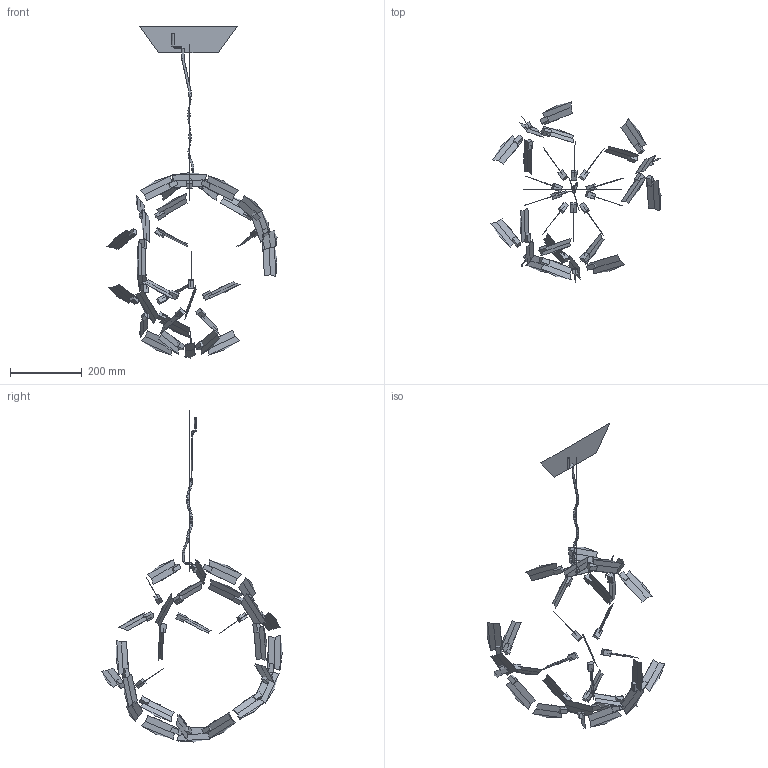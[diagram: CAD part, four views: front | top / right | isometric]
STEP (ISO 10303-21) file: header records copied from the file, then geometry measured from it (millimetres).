
FILE_DESCRIPTION(/* description */ (''),/* implementation_level */ '2;1');
FILE_NAME(/* name */ 'SCOPAS',/* time_stamp */ '2013-10-29T12:54:50+01:00',/* author */ (''),/* organization */ (''),/* preprocessor_version */ 'ST-DEVELOPER v10',/* originating_system */ '',/* authorisation */ '');
FILE_SCHEMA (('AUTOMOTIVE_DESIGN'));
Length unit declared in the file: millimetre
Products named in the file (1): 1
Bounding box: 474.35 x 504.37 x 926.11 mm (x, y, z)
Volume: 3287307.5 mm3; surface area: 1064166 mm2
Topology: 34 solids, 104 shells, 583 faces, 1403 edges, 792 vertices
Faces by surface type: bspline 398, plane 185
Entity records: 20256 total; most frequent: CARTESIAN_POINT 11833, ORIENTED_EDGE 2296, EDGE_CURVE 1218, VERTEX_POINT 774, B_SPLINE_CURVE_WITH_KNOTS 608, EDGE_LOOP 584, ADVANCED_FACE 583, FACE_OUTER_BOUND 583
